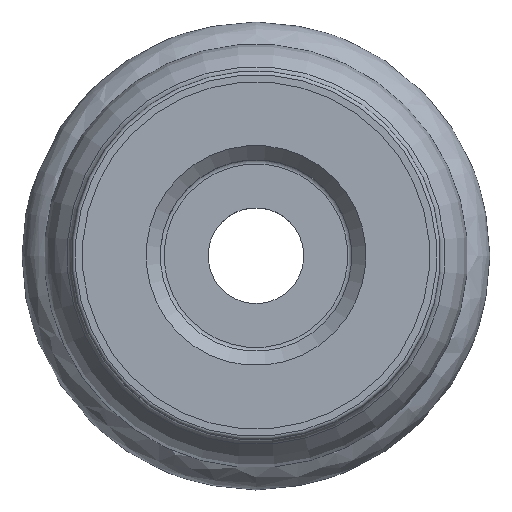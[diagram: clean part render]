
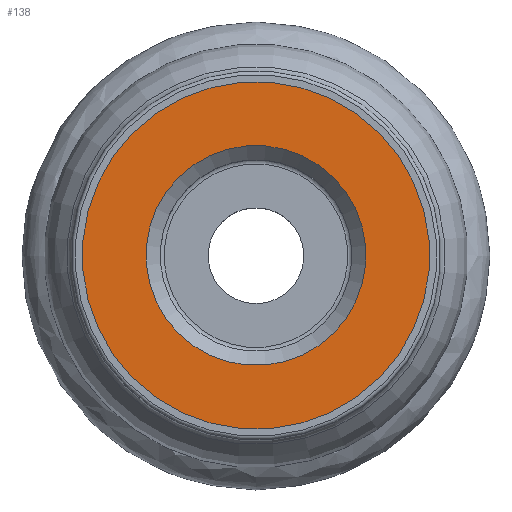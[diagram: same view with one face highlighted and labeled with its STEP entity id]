
A CAD part, top view. The second image highlights one B-rep face of the part: STEP entity #138.
In plain terms, the highlighted planar face has unit normal (0, 0, 1).
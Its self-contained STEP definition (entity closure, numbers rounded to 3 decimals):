
#106=PLANE('',#567);
#138=ADVANCED_FACE('CU_BACK_F001',(#190,#191),#106,.F.);
#190=FACE_BOUND('',#245,.T.);
#191=FACE_BOUND('',#246,.T.);
#245=EDGE_LOOP('',(#299));
#246=EDGE_LOOP('',(#300));
#299=ORIENTED_EDGE('',*,*,#368,.F.);
#300=ORIENTED_EDGE('',*,*,#369,.T.);
#340=VERTEX_POINT('',#910);
#341=VERTEX_POINT('',#913);
#368=EDGE_CURVE('',#340,#340,#395,.T.);
#369=EDGE_CURVE('',#341,#341,#396,.T.);
#395=CIRCLE('',#564,24.5);
#396=CIRCLE('',#566,15.505);
#564=AXIS2_PLACEMENT_3D('',#909,#674,#675);
#566=AXIS2_PLACEMENT_3D('',#912,#678,#679);
#567=AXIS2_PLACEMENT_3D('',#914,#680,#681);
#674=DIRECTION('',(0.,0.,-1.));
#675=DIRECTION('',(0.996,0.087,0.));
#678=DIRECTION('',(0.,0.,-1.));
#679=DIRECTION('',(0.996,0.087,0.));
#680=DIRECTION('',(0.,0.,-1.));
#681=DIRECTION('',(0.996,0.087,0.));
#909=CARTESIAN_POINT('',(0.,0.,0.));
#910=CARTESIAN_POINT('',(24.407,2.135,0.));
#912=CARTESIAN_POINT('',(0.,0.,0.));
#913=CARTESIAN_POINT('',(15.446,1.351,0.));
#914=CARTESIAN_POINT('',(-24.5,0.,0.));
